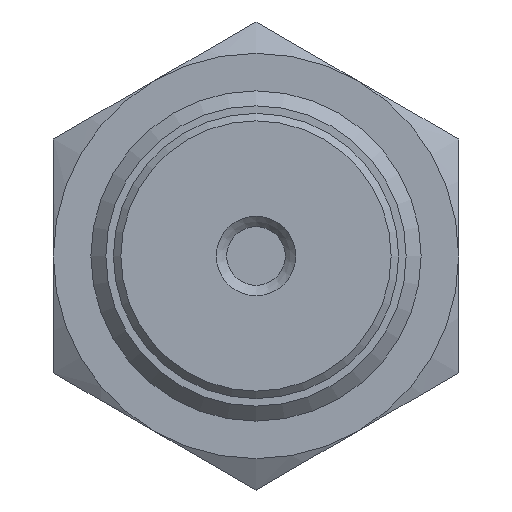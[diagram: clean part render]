
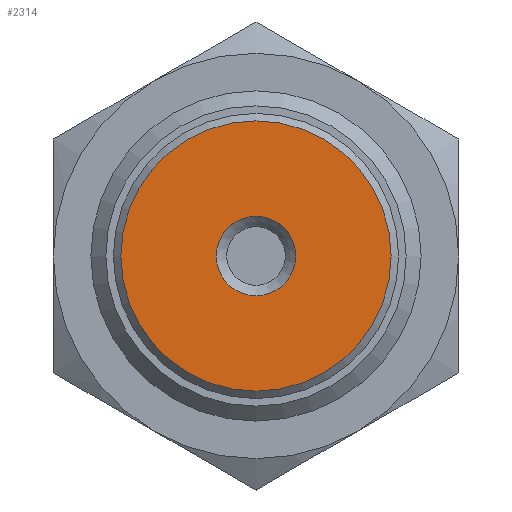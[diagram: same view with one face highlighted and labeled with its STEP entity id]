
A CAD part, left-side view. The second image highlights one B-rep face of the part: STEP entity #2314.
In plain terms, the highlighted planar face has unit normal (-1, 0, 0).
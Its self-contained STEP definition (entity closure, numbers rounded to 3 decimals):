
#578=CARTESIAN_POINT('',(0.0,0.0,-9.));
#579=VERTEX_POINT('',#578);
#580=CARTESIAN_POINT('',(0.0,0.0,0.0));
#581=DIRECTION('',(-1.0,0.0,0.0));
#582=DIRECTION('',(0.0,0.0,-1.0));
#583=AXIS2_PLACEMENT_3D('',#580,#581,#582);
#584=CIRCLE('',#583,9.);
#585=EDGE_CURVE('',#579,#579,#584,.T.);
#609=CARTESIAN_POINT('',(0.0,0.0,2.65));
#610=VERTEX_POINT('',#609);
#611=CARTESIAN_POINT('',(0.0,0.0,0.0));
#612=DIRECTION('',(1.0,0.0,0.0));
#613=DIRECTION('',(0.0,0.0,1.0));
#614=AXIS2_PLACEMENT_3D('',#611,#612,#613);
#615=CIRCLE('',#614,2.65);
#616=EDGE_CURVE('',#610,#610,#615,.T.);
#2303=CARTESIAN_POINT('',(0.0,-9.108,-9.108));
#2304=DIRECTION('',(-1.0,0.0,0.0));
#2305=DIRECTION('',(0.0,0.0,1.0));
#2306=AXIS2_PLACEMENT_3D('',#2303,#2304,#2305);
#2307=PLANE('',#2306);
#2308=ORIENTED_EDGE('',*,*,#585,.T.);
#2309=EDGE_LOOP('',(#2308));
#2310=FACE_OUTER_BOUND('',#2309,.T.);
#2311=ORIENTED_EDGE('',*,*,#616,.T.);
#2312=EDGE_LOOP('',(#2311));
#2313=FACE_BOUND('',#2312,.T.);
#2314=ADVANCED_FACE('',(#2310,#2313),#2307,.T.);
